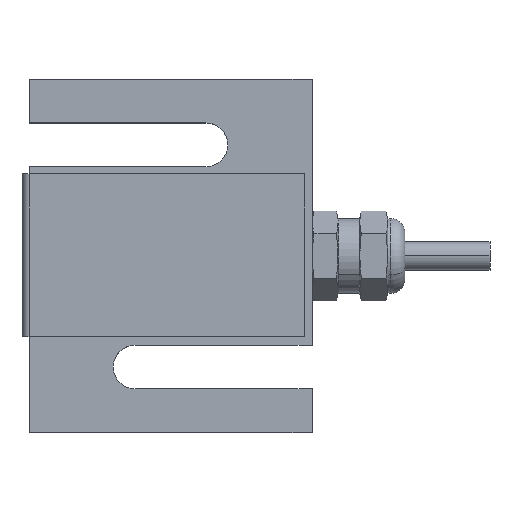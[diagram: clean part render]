
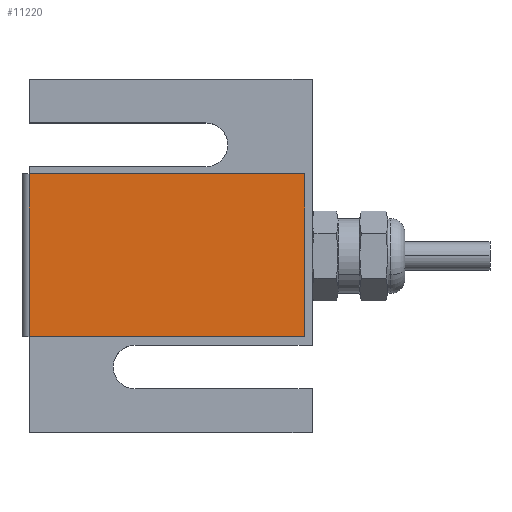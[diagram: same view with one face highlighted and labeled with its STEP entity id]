
A CAD part, top view. The second image highlights one B-rep face of the part: STEP entity #11220.
In plain terms, the highlighted planar face has unit normal (0, 0, 1).
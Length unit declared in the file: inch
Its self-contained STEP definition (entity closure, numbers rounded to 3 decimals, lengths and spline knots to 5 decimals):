
#68 = CARTESIAN_POINT ( 'NONE',  ( -0.05, 0.68, 0.07 ) ) ;
#830 = LINE ( 'NONE', #10015, #10005 ) ;
#4197 = DIRECTION ( 'NONE',  ( 0., -1., 0. ) ) ;
#6169 = CARTESIAN_POINT ( 'NONE',  ( -2., 0.68, 0.07 ) ) ;
#6398 = DIRECTION ( 'NONE',  ( 0., 0., -1. ) ) ;
#7222 = VERTEX_POINT ( 'NONE', #6169 ) ;
#7471 = CARTESIAN_POINT ( 'NONE',  ( -0.05, 1.83, 0.07 ) ) ;
#8792 = LINE ( 'NONE', #16102, #14105 ) ;
#9795 = VERTEX_POINT ( 'NONE', #68 ) ;
#10005 = VECTOR ( 'NONE', #4197, 39.37008 ) ;
#10015 = CARTESIAN_POINT ( 'NONE',  ( -0.05, 1.83, 0.07 ) ) ;
#10119 = VECTOR ( 'NONE', #18042, 39.37008 ) ;
#10211 = VECTOR ( 'NONE', #21946, 39.37008 ) ;
#10394 = LINE ( 'NONE', #19590, #10119 ) ;
#11220 = ADVANCED_FACE ( 'NONE', ( #20121 ), #16472, .F. ) ;
#12211 = ORIENTED_EDGE ( 'NONE', *, *, #14774, .T. ) ;
#13693 = DIRECTION ( 'NONE',  ( -1., 0., 0. ) ) ;
#13800 = VERTEX_POINT ( 'NONE', #7471 ) ;
#14088 = ORIENTED_EDGE ( 'NONE', *, *, #18331, .F. ) ;
#14105 = VECTOR ( 'NONE', #23390, 39.37008 ) ;
#14277 = CARTESIAN_POINT ( 'NONE',  ( -2., 1.83, 0.07 ) ) ;
#14680 = CARTESIAN_POINT ( 'NONE',  ( -2.05, 1.83, 0.07 ) ) ;
#14774 = EDGE_CURVE ( 'NONE', #7222, #9795, #10394, .T. ) ;
#15046 = EDGE_CURVE ( 'NONE', #13800, #9795, #830, .T. ) ;
#15172 = AXIS2_PLACEMENT_3D ( 'NONE', #22753, #6398, #13693 ) ;
#15432 = VERTEX_POINT ( 'NONE', #14277 ) ;
#15590 = EDGE_LOOP ( 'NONE', ( #14088, #18313, #12211, #15949 ) ) ;
#15949 = ORIENTED_EDGE ( 'NONE', *, *, #15046, .F. ) ;
#15997 = LINE ( 'NONE', #14680, #10211 ) ;
#16102 = CARTESIAN_POINT ( 'NONE',  ( -2., 1.83, 0.07 ) ) ;
#16472 = PLANE ( 'NONE',  #15172 ) ;
#18042 = DIRECTION ( 'NONE',  ( 1., 0., 0. ) ) ;
#18313 = ORIENTED_EDGE ( 'NONE', *, *, #19504, .T. ) ;
#18331 = EDGE_CURVE ( 'NONE', #15432, #13800, #15997, .T. ) ;
#19504 = EDGE_CURVE ( 'NONE', #15432, #7222, #8792, .T. ) ;
#19590 = CARTESIAN_POINT ( 'NONE',  ( -2.05, 0.68, 0.07 ) ) ;
#20121 = FACE_OUTER_BOUND ( 'NONE', #15590, .T. ) ;
#21946 = DIRECTION ( 'NONE',  ( 1., 0., 0. ) ) ;
#22753 = CARTESIAN_POINT ( 'NONE',  ( -2.05, 1.83, 0.07 ) ) ;
#23390 = DIRECTION ( 'NONE',  ( 0., -1., 0. ) ) ;
